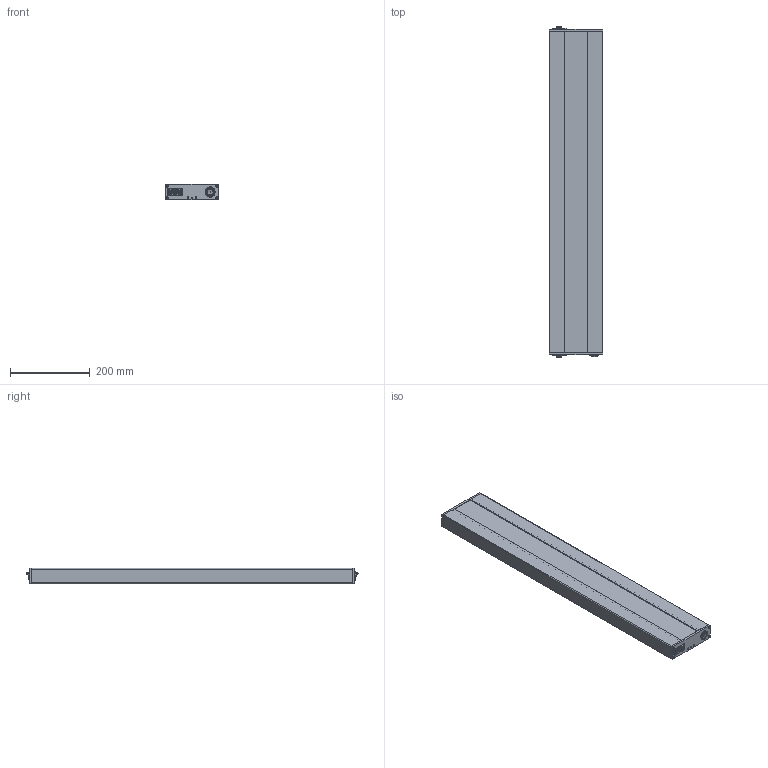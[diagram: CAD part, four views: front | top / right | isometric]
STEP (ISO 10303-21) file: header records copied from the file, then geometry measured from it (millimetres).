
FILE_DESCRIPTION(('CATIA V5 STEP Exchange','CAx-IF Rec.Pracs.--- Model Styling and Organization---1.5--- 2016-08-15','CAx-IF Rec.Pracs.---Supplemental Geometry---1.0---2011-11-01','CAx-IF Rec.Pracs.--- Composite Materials ---1.1---2010-07-15'),'2;1');
FILE_NAME ('1936185-2_0', '2025-05-21T08:41:40+00:00', ('none'), ('Weidmueller'), 'CATIA Version 5-6 Release 2022 SP4 HF5', 'CATIA V5 STEP AP214 v3', 'none');
FILE_SCHEMA(('AUTOMOTIVE_DESIGN { 1 0 10303 214 1 1 1 1 }'));
Products named in the file (1): 2979350000
Bounding box: 135 x 831.84 x 38 mm (x, y, z)
Volume: 3953572.8 mm3; surface area: 372395.3 mm2
Topology: 1 solids, 3 shells, 1394 faces, 4022 edges, 2678 vertices
Faces by surface type: plane 758, cylinder 339, cone 173, extrusion 72, torus 34, sphere 18
Entity records: 48989 total; most frequent: CARTESIAN_POINT 15214, ORIENTED_EDGE 7992, DIRECTION 4630, EDGE_CURVE 3996, VERTEX_POINT 2678, VECTOR 2205, LINE 2133, AXIS2_PLACEMENT_3D 1560
